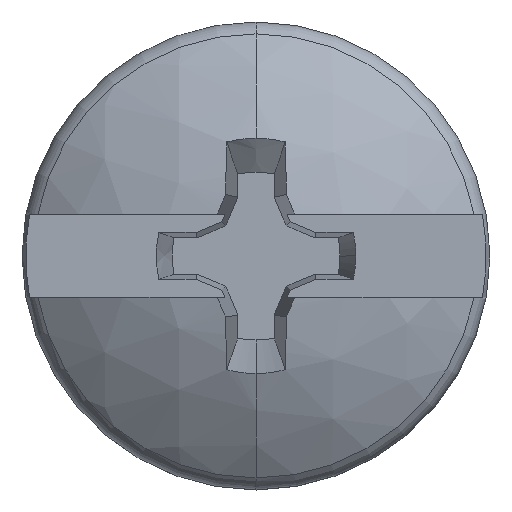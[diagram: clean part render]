
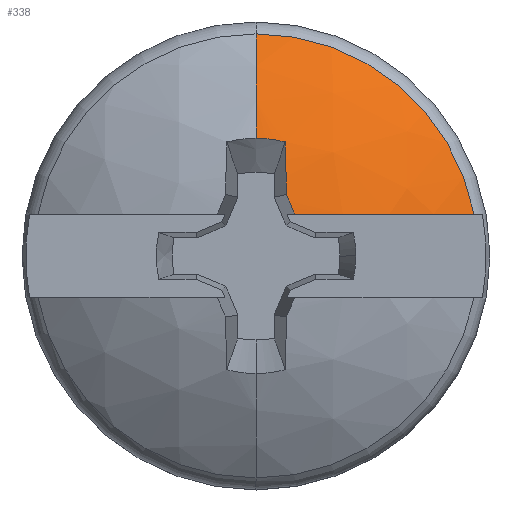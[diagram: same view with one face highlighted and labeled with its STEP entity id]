
A CAD part, top view. The second image highlights one B-rep face of the part: STEP entity #338.
In plain terms, the highlighted spherical face has radius 4.315 mm.
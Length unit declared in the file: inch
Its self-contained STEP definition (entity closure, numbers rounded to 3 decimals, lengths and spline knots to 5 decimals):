
#10 = EDGE_CURVE ( 'NONE', #3576, #2038, #1292, .T. ) ;
#59 = CARTESIAN_POINT ( 'NONE',  ( 0.01423, 0.0287, 0.57695 ) ) ;
#193 = CARTESIAN_POINT ( 'NONE',  ( 0.01813, 0.0195, 0.5779 ) ) ;
#214 = CARTESIAN_POINT ( 'NONE',  ( 0.0137, 0.05331, 0.57083 ) ) ;
#216 = VERTEX_POINT ( 'NONE', #214 ) ;
#338 = ADVANCED_FACE ( 'NONE', ( #2720 ), #2664, .T. ) ;
#402 = CARTESIAN_POINT ( 'NONE',  ( 0., 0.0195, 0.41012 ) ) ;
#572 = CARTESIAN_POINT ( 'NONE',  ( 0., 0., 0.57083 ) ) ;
#784 = CIRCLE ( 'NONE', #5019, 0.16961 ) ;
#926 = EDGE_CURVE ( 'NONE', #2038, #4331, #3629, .T. ) ;
#1033 = DIRECTION ( 'NONE',  ( 0.087, 0., 0.996 ) ) ;
#1047 = DIRECTION ( 'NONE',  ( 0., -1., 0. ) ) ;
#1127 = AXIS2_PLACEMENT_3D ( 'NONE', #1855, #3498, #1033 ) ;
#1209 = CIRCLE ( 'NONE', #1127, 0.16988 ) ;
#1292 = CIRCLE ( 'NONE', #5017, 0.16876 ) ;
#1373 = ORIENTED_EDGE ( 'NONE', *, *, #2005, .F. ) ;
#1425 = CARTESIAN_POINT ( 'NONE',  ( 0., 0., 0.54452 ) ) ;
#1580 = DIRECTION ( 'NONE',  ( -0.92, -0.381, 0.087 ) ) ;
#1855 = CARTESIAN_POINT ( 'NONE',  ( -0.00036, 0., 0.41015 ) ) ;
#1882 = ORIENTED_EDGE ( 'NONE', *, *, #926, .T. ) ;
#2005 = EDGE_CURVE ( 'NONE', #216, #2846, #4667, .T. ) ;
#2038 = VERTEX_POINT ( 'NONE', #4422 ) ;
#2090 = DIRECTION ( 'NONE',  ( 0., 0., -1. ) ) ;
#2233 = DIRECTION ( 'NONE',  ( 0., 0., 1. ) ) ;
#2256 = DIRECTION ( 'NONE',  ( -1., 0., 0. ) ) ;
#2664 = SPHERICAL_SURFACE ( 'NONE', #2862, 0.16988 ) ;
#2690 = AXIS2_PLACEMENT_3D ( 'NONE', #572, #2233, #3064 ) ;
#2720 = FACE_OUTER_BOUND ( 'NONE', #4346, .T. ) ;
#2846 = VERTEX_POINT ( 'NONE', #5080 ) ;
#2862 = AXIS2_PLACEMENT_3D ( 'NONE', #4310, #2256, #3522 ) ;
#3064 = DIRECTION ( 'NONE',  ( -1., 0., 0. ) ) ;
#3121 = CIRCLE ( 'NONE', #3808, 0.16988 ) ;
#3241 = DIRECTION ( 'NONE',  ( 1., 0., 0. ) ) ;
#3321 = ORIENTED_EDGE ( 'NONE', *, *, #10, .T. ) ;
#3478 = EDGE_CURVE ( 'NONE', #4331, #2846, #3121, .T. ) ;
#3498 = DIRECTION ( 'NONE',  ( -0.996, 0., 0.087 ) ) ;
#3522 = DIRECTION ( 'NONE',  ( 0., 1., 0. ) ) ;
#3576 = VERTEX_POINT ( 'NONE', #193 ) ;
#3578 = CARTESIAN_POINT ( 'NONE',  ( 0., 0.10391, 0.54452 ) ) ;
#3581 = EDGE_CURVE ( 'NONE', #4447, #216, #1209, .T. ) ;
#3595 = DIRECTION ( 'NONE',  ( 0., 0., 1. ) ) ;
#3629 = CIRCLE ( 'NONE', #4918, 0.10391 ) ;
#3645 = EDGE_CURVE ( 'NONE', #3576, #4447, #784, .T. ) ;
#3746 = CARTESIAN_POINT ( 'NONE',  ( 0., 0., 0.41012 ) ) ;
#3799 = DIRECTION ( 'NONE',  ( 0., 0., -1. ) ) ;
#3808 = AXIS2_PLACEMENT_3D ( 'NONE', #3746, #3241, #3799 ) ;
#3884 = ORIENTED_EDGE ( 'NONE', *, *, #3478, .T. ) ;
#3992 = ORIENTED_EDGE ( 'NONE', *, *, #3581, .F. ) ;
#4169 = ORIENTED_EDGE ( 'NONE', *, *, #3645, .F. ) ;
#4310 = CARTESIAN_POINT ( 'NONE',  ( 0., 0., 0.41012 ) ) ;
#4331 = VERTEX_POINT ( 'NONE', #3578 ) ;
#4346 = EDGE_LOOP ( 'NONE', ( #1882, #3884, #1373, #3992, #4169, #3321 ) ) ;
#4396 = DIRECTION ( 'NONE',  ( 0.383, -0.924, 0. ) ) ;
#4422 = CARTESIAN_POINT ( 'NONE',  ( 0.10206, 0.0195, 0.54452 ) ) ;
#4447 = VERTEX_POINT ( 'NONE', #59 ) ;
#4667 = CIRCLE ( 'NONE', #2690, 0.05504 ) ;
#4918 = AXIS2_PLACEMENT_3D ( 'NONE', #1425, #3595, #1047 ) ;
#5017 = AXIS2_PLACEMENT_3D ( 'NONE', #402, #5363, #2090 ) ;
#5019 = AXIS2_PLACEMENT_3D ( 'NONE', #5283, #1580, #4396 ) ;
#5080 = CARTESIAN_POINT ( 'NONE',  ( 0., 0.05504, 0.57083 ) ) ;
#5283 = CARTESIAN_POINT ( 'NONE',  ( 0.00874, 0.00362, 0.40929 ) ) ;
#5363 = DIRECTION ( 'NONE',  ( 0., 1., 0. ) ) ;
